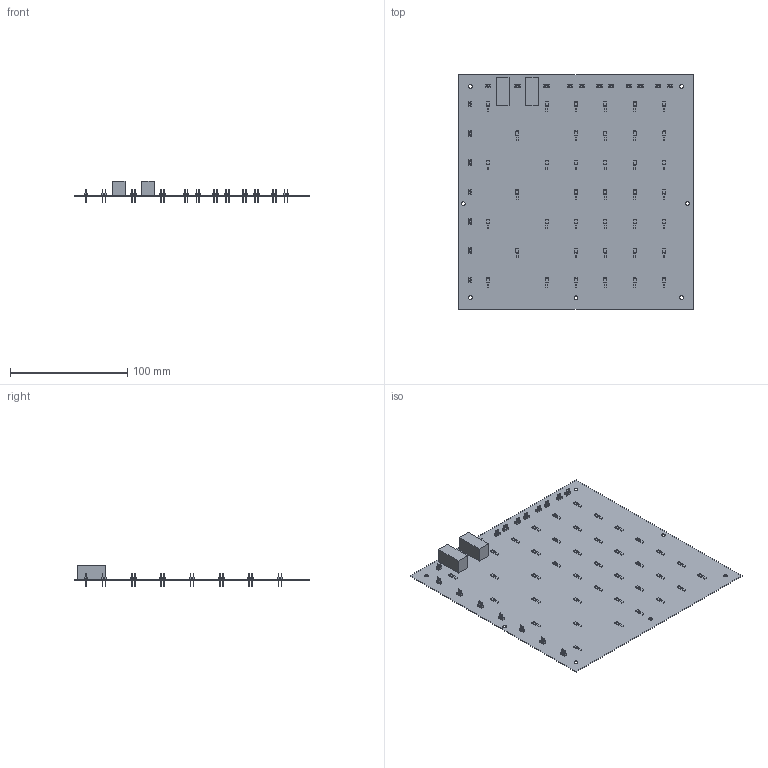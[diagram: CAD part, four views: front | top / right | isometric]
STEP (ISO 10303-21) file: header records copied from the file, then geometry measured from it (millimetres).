
FILE_DESCRIPTION(('Open CASCADE Model'),'2;1');
FILE_NAME('Open CASCADE Shape Model','2020-05-03T14:59:30',('Author'),( 'Open CASCADE'),'Open CASCADE STEP processor 6.8','Open CASCADE 6.8' ,'Unknown');
FILE_SCHEMA(('AUTOMOTIVE_DESIGN { 1 0 10303 214 1 1 1 1 }'));
Length unit declared in the file: millimetre
Products named in the file (110): PCB; Board; Open CASCADE STEP translator 6.8 1.1.1; PPwr; 6168607568; Extruded; PGnd; R39; 6169049536; R38; R37; D39; 5980092144; Body; Open_CASCADE_STEP_translator_6.8_1.1.1; Lead; D38; D37; R36; R35; R34; R33; R32; R31; R30; R29; R28; R27; R26; R25; R24; R23; R22; R21; R20; R19; R18; R17; R16; R15 ...
Assembly tree (204 placements, depth 5):
  PCB
    Board
      Open CASCADE STEP translator 6.8 1.1.1
    PPwr
      6168607568
        Extruded
    PGnd
      6168607568
        Extruded
    R39
      6169049536
        Extruded
    R38
      6169049536
        Extruded
    R37
      6169049536
        Extruded
    D39
      5980092144
        Body
          Open_CASCADE_STEP_translator_6.8_1.1.1
        Lead  x2
    D38
      5980092144
        Body
          Open_CASCADE_STEP_translator_6.8_1.1.1
        Lead  x2
    D37
      5980092144
        Body
          Open_CASCADE_STEP_translator_6.8_1.1.1
        Lead  x2
    R36
      6169049536
        Extruded
    R35
      6169049536
        Extruded
    R34
      6169049536
        Extruded
    R33
      6169049536
        Extruded
    R32
      6169049536
        Extruded
    R31
      6169049536
        Extruded
    R30
      6169049536
        Extruded
    R29
      6169049536
        Extruded
    R28
      6169049536
        Extruded
Bounding box: 200 x 200 x 18.44 mm (x, y, z)
Volume: 23843.3 mm3; surface area: 87120.8 mm2
Topology: 177 solids, 177 shells, 5777 faces, 12309 edges, 6646 vertices
Faces by surface type: plane 3624, cylinder 1529, sphere 312, bspline 312
Full cylindrical faces by diameter (mm): 0.89 x36, 1.9 x4, 3.2 x7
Entity records: 9371 total; most frequent: CARTESIAN_POINT 1931, DIRECTION 1385, ORIENTED_EDGE 958, AXIS2_PLACEMENT_3D 536, EDGE_CURVE 479, PRODUCT_DEFINITION_SHAPE 314, LINE 313, VECTOR 313
